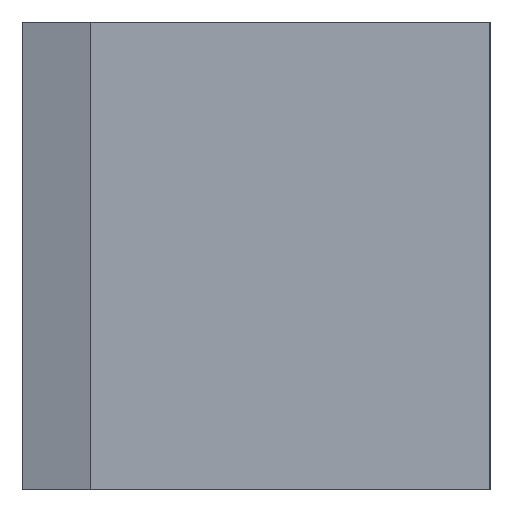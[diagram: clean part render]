
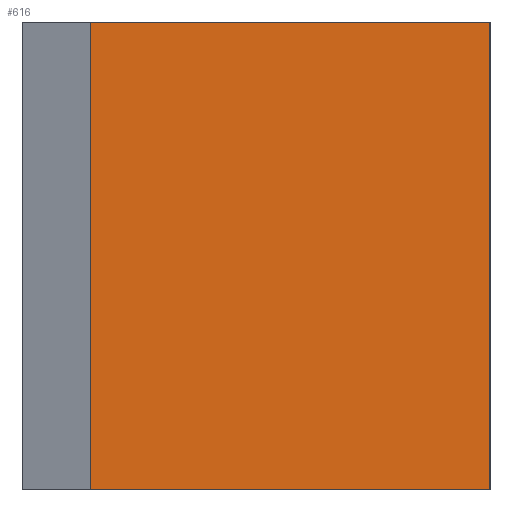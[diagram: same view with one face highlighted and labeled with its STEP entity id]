
A CAD part, left-side view. The second image highlights one B-rep face of the part: STEP entity #616.
In plain terms, the highlighted planar face has unit normal (-1, 0, 0).
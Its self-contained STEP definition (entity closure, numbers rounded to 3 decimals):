
#616 = ADVANCED_FACE( '', ( #1248 ), #1249, .F. );
#1248 = FACE_OUTER_BOUND( '', #1889, .T. );
#1249 = PLANE( '', #1890 );
#1889 = EDGE_LOOP( '', ( #3870, #3871, #3872, #3873 ) );
#1890 = AXIS2_PLACEMENT_3D( '', #3874, #3875, #3876 );
#3870 = ORIENTED_EDGE( '', *, *, #4276, .T. );
#3871 = ORIENTED_EDGE( '', *, *, #4822, .F. );
#3872 = ORIENTED_EDGE( '', *, *, #4726, .F. );
#3873 = ORIENTED_EDGE( '', *, *, #4422, .T. );
#3874 = CARTESIAN_POINT( '', ( -83., 12.8, 7.5 ) );
#3875 = DIRECTION( '', ( 1., 0., 0. ) );
#3876 = DIRECTION( '', ( 0., 0., -1. ) );
#4276 = EDGE_CURVE( '', #4965, #5330, #5332, .T. );
#4422 = EDGE_CURVE( '', #5546, #4965, #5547, .T. );
#4726 = EDGE_CURVE( '', #5546, #5951, #5952, .T. );
#4822 = EDGE_CURVE( '', #5951, #5330, #6060, .T. );
#4965 = VERTEX_POINT( '', #6256 );
#5330 = VERTEX_POINT( '', #6809 );
#5332 = LINE( '', #6812, #6813 );
#5546 = VERTEX_POINT( '', #7129 );
#5547 = LINE( '', #7130, #7131 );
#5951 = VERTEX_POINT( '', #7736 );
#5952 = LINE( '', #7737, #7738 );
#6060 = LINE( '', #7906, #7907 );
#6256 = CARTESIAN_POINT( '', ( -83., 12.8, -7.5 ) );
#6809 = CARTESIAN_POINT( '', ( -83., 0., -7.5 ) );
#6812 = CARTESIAN_POINT( '', ( -83., 12.8, -7.5 ) );
#6813 = VECTOR( '', #8177, 1000. );
#7129 = CARTESIAN_POINT( '', ( -83., 12.8, 7.5 ) );
#7130 = CARTESIAN_POINT( '', ( -83., 12.8, 7.5 ) );
#7131 = VECTOR( '', #8289, 1000. );
#7736 = CARTESIAN_POINT( '', ( -83., 0., 7.5 ) );
#7737 = CARTESIAN_POINT( '', ( -83., 12.8, 7.5 ) );
#7738 = VECTOR( '', #8491, 1000. );
#7906 = CARTESIAN_POINT( '', ( -83., 0., 7.5 ) );
#7907 = VECTOR( '', #8552, 1000. );
#8177 = DIRECTION( '', ( 0., -1., 0. ) );
#8289 = DIRECTION( '', ( 0., 0., -1. ) );
#8491 = DIRECTION( '', ( 0., -1., 0. ) );
#8552 = DIRECTION( '', ( 0., 0., -1. ) );
